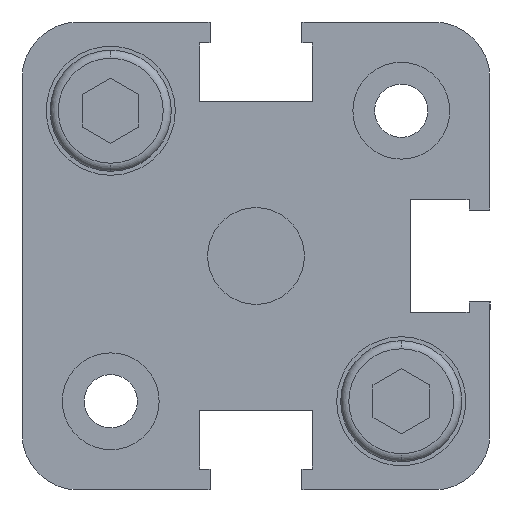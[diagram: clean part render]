
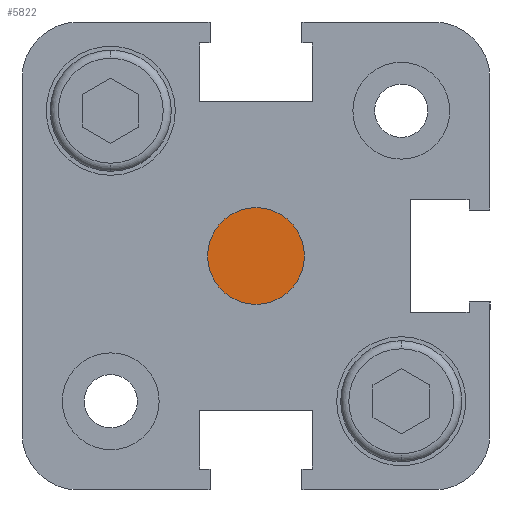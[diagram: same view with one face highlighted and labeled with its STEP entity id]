
A CAD part, left-side view. The second image highlights one B-rep face of the part: STEP entity #5822.
In plain terms, the highlighted planar face has unit normal (-1, 0, 0).
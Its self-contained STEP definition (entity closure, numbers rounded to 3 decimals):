
#76 = CIRCLE ( 'NONE', #3650, 3. ) ;
#141 = CIRCLE ( 'NONE', #3672, 3. ) ;
#788 = FACE_OUTER_BOUND ( 'NONE', #6103, .T. ) ;
#2322 = CARTESIAN_POINT ( 'NONE',  ( 4., 0., 0. ) ) ;
#2323 = PLANE ( 'NONE',  #3985 ) ;
#2325 = DIRECTION ( 'NONE',  ( 1., 0., 0. ) ) ;
#2326 = DIRECTION ( 'NONE',  ( 0., 0., -1. ) ) ;
#2361 = CARTESIAN_POINT ( 'NONE',  ( 4., 0., -3. ) ) ;
#2750 = CARTESIAN_POINT ( 'NONE',  ( 4., 0., 3. ) ) ;
#2880 = VERTEX_POINT ( 'NONE', #2750 ) ;
#3365 = EDGE_CURVE ( 'NONE', #2880, #6279, #76, .T. ) ;
#3409 = EDGE_CURVE ( 'NONE', #6279, #2880, #141, .T. ) ;
#3650 = AXIS2_PLACEMENT_3D ( 'NONE', #7777, #7780, #7781 ) ;
#3672 = AXIS2_PLACEMENT_3D ( 'NONE', #7879, #7888, #7889 ) ;
#3985 = AXIS2_PLACEMENT_3D ( 'NONE', #2322, #2325, #2326 ) ;
#4645 = ORIENTED_EDGE ( 'NONE', *, *, #3365, .T. ) ;
#4646 = ORIENTED_EDGE ( 'NONE', *, *, #3409, .T. ) ;
#5822 = ADVANCED_FACE ( 'NONE', ( #788 ), #2323, .F. ) ;
#6103 = EDGE_LOOP ( 'NONE', ( #4645, #4646 ) ) ;
#6279 = VERTEX_POINT ( 'NONE', #2361 ) ;
#7777 = CARTESIAN_POINT ( 'NONE',  ( 4., 0., 0. ) ) ;
#7780 = DIRECTION ( 'NONE',  ( -1., 0., 0. ) ) ;
#7781 = DIRECTION ( 'NONE',  ( 0., 0., 1. ) ) ;
#7879 = CARTESIAN_POINT ( 'NONE',  ( 4., 0., 0. ) ) ;
#7888 = DIRECTION ( 'NONE',  ( -1., 0., 0. ) ) ;
#7889 = DIRECTION ( 'NONE',  ( 0., 0., 1. ) ) ;
